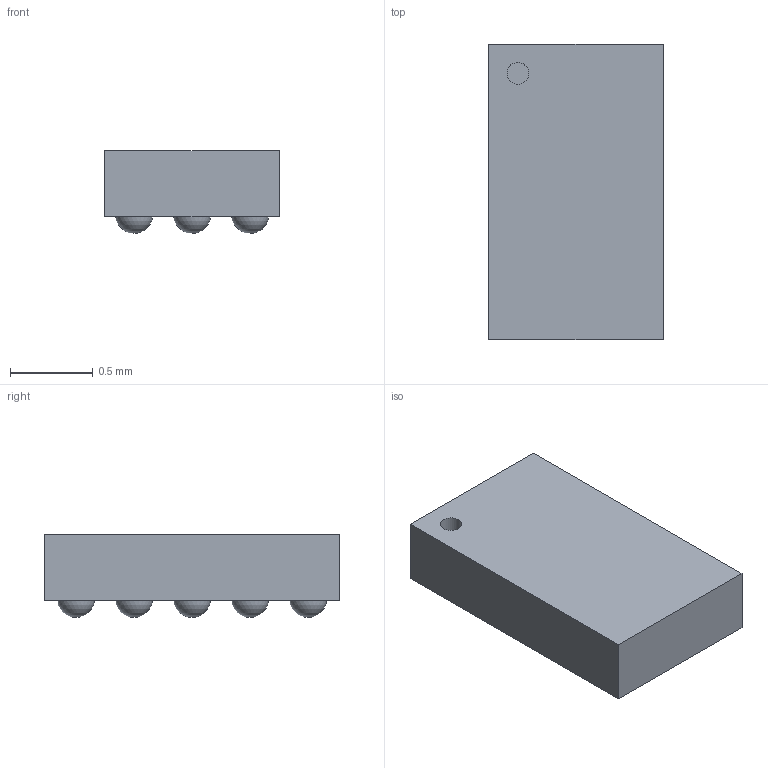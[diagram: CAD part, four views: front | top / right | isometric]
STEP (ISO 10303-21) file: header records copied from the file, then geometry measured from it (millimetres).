
FILE_DESCRIPTION(('Open CASCADE Model'),'2;1');
FILE_NAME('Open CASCADE Shape Model','2023-02-15T16:48:34',('Author'),( 'Open CASCADE'),'Open CASCADE STEP processor 7.5','Open CASCADE 7.5' ,'Unknown');
FILE_SCHEMA(('AUTOMOTIVE_DESIGN { 1 0 10303 214 1 1 1 1 }'));
Length unit declared in the file: millimetre
Products named in the file (5): BGA15C35P3X5_105X178X50.step; Open CASCADE STEP translator 7.5 2.1; Body; Open CASCADE STEP translator 7.5 2.2.1; ball
Assembly tree (18 placements, depth 3):
  BGA15C35P3X5_105X178X50.step
    Open CASCADE STEP translator 7.5 2.1
    Body
      Open CASCADE STEP translator 7.5 2.2.1
    ball  x15
Bounding box: 1.05 x 1.78 x 0.5 mm (x, y, z)
Volume: 0.8 mm3; surface area: 8.4 mm2
Topology: 16 solids, 17 shells, 24 faces, 61 edges, 41 vertices
Faces by surface type: sphere 15, plane 8, cylinder 1
Full cylindrical faces by diameter (mm): 0.131 x1
Entity records: 661 total; most frequent: DIRECTION 108, CARTESIAN_POINT 88, LINE 41, VECTOR 41, AXIS2_PLACEMENT_3D 32, ORIENTED_EDGE 31, PCURVE 31, DEFINITIONAL_REPRESENTATION 31
